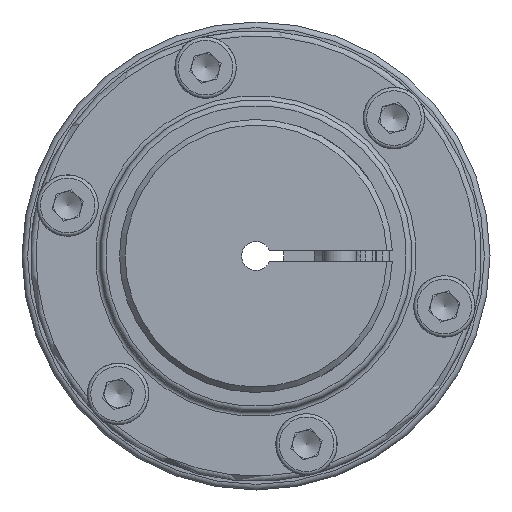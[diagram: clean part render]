
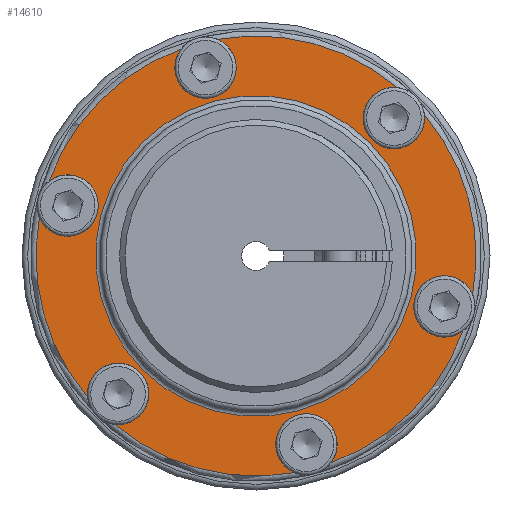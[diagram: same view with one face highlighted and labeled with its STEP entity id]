
A CAD part, left-side view. The second image highlights one B-rep face of the part: STEP entity #14610.
In plain terms, the highlighted planar face has unit normal (-1, 0, 0).
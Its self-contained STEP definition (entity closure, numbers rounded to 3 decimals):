
#1527=PLANE('',#15476);
#2385=ORIENTED_EDGE('',*,*,#4780,.F.);
#2386=ORIENTED_EDGE('',*,*,#4778,.F.);
#2387=ORIENTED_EDGE('',*,*,#4789,.T.);
#2388=ORIENTED_EDGE('',*,*,#4776,.F.);
#2389=ORIENTED_EDGE('',*,*,#4790,.T.);
#2390=ORIENTED_EDGE('',*,*,#4774,.F.);
#2391=ORIENTED_EDGE('',*,*,#4791,.T.);
#2392=ORIENTED_EDGE('',*,*,#4781,.F.);
#2393=ORIENTED_EDGE('',*,*,#4792,.T.);
#2394=ORIENTED_EDGE('',*,*,#4772,.F.);
#2395=ORIENTED_EDGE('',*,*,#4793,.T.);
#2396=ORIENTED_EDGE('',*,*,#4770,.F.);
#2397=ORIENTED_EDGE('',*,*,#4794,.T.);
#4770=EDGE_CURVE('',#6044,#6045,#6951,.T.);
#4772=EDGE_CURVE('',#6046,#6047,#6953,.T.);
#4774=EDGE_CURVE('',#6048,#6049,#6955,.T.);
#4776=EDGE_CURVE('',#6050,#6051,#6957,.T.);
#4778=EDGE_CURVE('',#6052,#6053,#6959,.T.);
#4780=EDGE_CURVE('',#6054,#6054,#6961,.T.);
#4781=EDGE_CURVE('',#6055,#6056,#6962,.T.);
#4789=EDGE_CURVE('',#6052,#6051,#6970,.T.);
#4790=EDGE_CURVE('',#6050,#6049,#6971,.T.);
#4791=EDGE_CURVE('',#6048,#6056,#6972,.T.);
#4792=EDGE_CURVE('',#6055,#6047,#6973,.T.);
#4793=EDGE_CURVE('',#6046,#6045,#6974,.T.);
#4794=EDGE_CURVE('',#6044,#6053,#6975,.T.);
#6044=VERTEX_POINT('',#20524);
#6045=VERTEX_POINT('',#20525);
#6046=VERTEX_POINT('',#20529);
#6047=VERTEX_POINT('',#20530);
#6048=VERTEX_POINT('',#20534);
#6049=VERTEX_POINT('',#20535);
#6050=VERTEX_POINT('',#20539);
#6051=VERTEX_POINT('',#20540);
#6052=VERTEX_POINT('',#20544);
#6053=VERTEX_POINT('',#20545);
#6054=VERTEX_POINT('',#20549);
#6055=VERTEX_POINT('',#20552);
#6056=VERTEX_POINT('',#20553);
#6951=CIRCLE('',#15445,2.75);
#6953=CIRCLE('',#15448,2.75);
#6955=CIRCLE('',#15451,2.75);
#6957=CIRCLE('',#15454,2.75);
#6959=CIRCLE('',#15457,2.75);
#6961=CIRCLE('',#15460,14.4);
#6962=CIRCLE('',#15462,2.75);
#6970=CIRCLE('',#15477,19.75);
#6971=CIRCLE('',#15478,19.75);
#6972=CIRCLE('',#15479,19.75);
#6973=CIRCLE('',#15480,19.75);
#6974=CIRCLE('',#15481,19.75);
#6975=CIRCLE('',#15482,19.75);
#7805=EDGE_LOOP('',(#2385));
#7806=EDGE_LOOP('',(#2386,#2387,#2388,#2389,#2390,#2391,#2392,#2393,#2394,
#2395,#2396,#2397));
#8841=FACE_BOUND('',#7805,.T.);
#8842=FACE_BOUND('',#7806,.T.);
#14610=ADVANCED_FACE('',(#8841,#8842),#1527,.T.);
#15445=AXIS2_PLACEMENT_3D('',#20523,#17348,#17349);
#15448=AXIS2_PLACEMENT_3D('',#20528,#17354,#17355);
#15451=AXIS2_PLACEMENT_3D('',#20533,#17360,#17361);
#15454=AXIS2_PLACEMENT_3D('',#20538,#17366,#17367);
#15457=AXIS2_PLACEMENT_3D('',#20543,#17372,#17373);
#15460=AXIS2_PLACEMENT_3D('',#20548,#17378,#17379);
#15462=AXIS2_PLACEMENT_3D('',#20551,#17382,#17383);
#15476=AXIS2_PLACEMENT_3D('',#20568,#17410,#17411);
#15477=AXIS2_PLACEMENT_3D('',#20569,#17412,#17413);
#15478=AXIS2_PLACEMENT_3D('',#20570,#17414,#17415);
#15479=AXIS2_PLACEMENT_3D('',#20571,#17416,#17417);
#15480=AXIS2_PLACEMENT_3D('',#20572,#17418,#17419);
#15481=AXIS2_PLACEMENT_3D('',#20573,#17420,#17421);
#15482=AXIS2_PLACEMENT_3D('',#20574,#17422,#17423);
#17348=DIRECTION('',(-1.,0.,0.));
#17349=DIRECTION('',(0.,-0.707,0.707));
#17354=DIRECTION('',(-1.,0.,0.));
#17355=DIRECTION('',(0.,-0.966,-0.259));
#17360=DIRECTION('',(-1.,0.,0.));
#17361=DIRECTION('',(0.,0.707,-0.707));
#17366=DIRECTION('',(-1.,0.,0.));
#17367=DIRECTION('',(0.,0.966,0.259));
#17372=DIRECTION('',(-1.,0.,0.));
#17373=DIRECTION('',(0.,0.259,0.966));
#17378=DIRECTION('',(-1.,0.,0.));
#17379=DIRECTION('',(0.,0.259,0.966));
#17382=DIRECTION('',(-1.,0.,0.));
#17383=DIRECTION('',(0.,-0.259,-0.966));
#17410=DIRECTION('',(-1.,0.,0.));
#17411=DIRECTION('',(0.,0.259,0.966));
#17412=DIRECTION('',(-1.,0.,0.));
#17413=DIRECTION('',(0.,0.259,0.966));
#17414=DIRECTION('',(-1.,0.,0.));
#17415=DIRECTION('',(0.,0.259,0.966));
#17416=DIRECTION('',(-1.,0.,0.));
#17417=DIRECTION('',(0.,0.259,0.966));
#17418=DIRECTION('',(-1.,0.,0.));
#17419=DIRECTION('',(0.,0.259,0.966));
#17420=DIRECTION('',(-1.,0.,0.));
#17421=DIRECTION('',(0.,0.259,0.966));
#17422=DIRECTION('',(-1.,0.,0.));
#17423=DIRECTION('',(0.,0.259,0.966));
#20523=CARTESIAN_POINT('',(-6.5,12.374,-12.374));
#20524=CARTESIAN_POINT('',(-6.5,12.728,-15.102));
#20525=CARTESIAN_POINT('',(-6.5,15.102,-12.728));
#20528=CARTESIAN_POINT('',(-6.5,16.904,4.529));
#20529=CARTESIAN_POINT('',(-6.5,19.442,3.472));
#20530=CARTESIAN_POINT('',(-6.5,18.574,6.714));
#20533=CARTESIAN_POINT('',(-6.5,-12.374,12.374));
#20534=CARTESIAN_POINT('',(-6.5,-12.728,15.102));
#20535=CARTESIAN_POINT('',(-6.5,-15.102,12.728));
#20538=CARTESIAN_POINT('',(-6.5,-16.904,-4.529));
#20539=CARTESIAN_POINT('',(-6.5,-19.442,-3.472));
#20540=CARTESIAN_POINT('',(-6.5,-18.574,-6.714));
#20543=CARTESIAN_POINT('',(-6.5,-4.529,-16.904));
#20544=CARTESIAN_POINT('',(-6.5,-6.714,-18.574));
#20545=CARTESIAN_POINT('',(-6.5,-3.472,-19.442));
#20548=CARTESIAN_POINT('',(-6.5,0.,0.));
#20549=CARTESIAN_POINT('',(-6.5,3.727,13.909));
#20551=CARTESIAN_POINT('',(-6.5,4.529,16.904));
#20552=CARTESIAN_POINT('',(-6.5,6.714,18.574));
#20553=CARTESIAN_POINT('',(-6.5,3.472,19.442));
#20568=CARTESIAN_POINT('',(-6.5,5.241,19.56));
#20569=CARTESIAN_POINT('',(-6.5,0.,0.));
#20570=CARTESIAN_POINT('',(-6.5,0.,0.));
#20571=CARTESIAN_POINT('',(-6.5,0.,0.));
#20572=CARTESIAN_POINT('',(-6.5,0.,0.));
#20573=CARTESIAN_POINT('',(-6.5,0.,0.));
#20574=CARTESIAN_POINT('',(-6.5,0.,0.));
